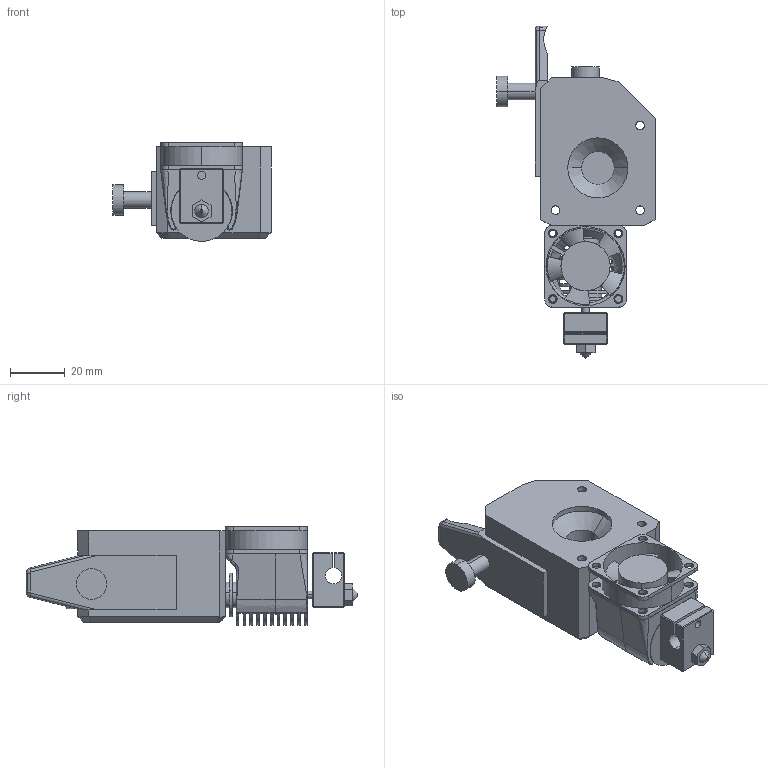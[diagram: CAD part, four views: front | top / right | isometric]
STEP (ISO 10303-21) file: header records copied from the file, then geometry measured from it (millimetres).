
FILE_DESCRIPTION (( 'STEP AP214' ), '1' );
FILE_NAME ('BMG + V6.step', '2019-11-11T12:49:21', ( '' ), ( '' ), 'SwSTEP 2.0', 'SolidWorks 2019', '' );
FILE_SCHEMA (( 'AUTOMOTIVE_DESIGN' ));
Length unit declared in the file: millimetre
Products named in the file (12): fan sub1; e3d heat break; BMG + V6; e3d heatsink; fan sub2; fan; bondtech_bmg_simplified; fanduct; e3d heaterblock; fan duct; e3d v6; e3d nozzle (0.4)
Assembly tree (11 placements, depth 5):
  BMG + V6
    bondtech_bmg_simplified
    e3d v6
      e3d nozzle (0.4)
      e3d heaterblock
      e3d heat break
      e3d heatsink
      fanduct
        fan duct
        fan
          fan sub1
          fan sub2
Bounding box: 58 x 121.6 x 36.14 mm (x, y, z)
Volume: 87093.3 mm3; surface area: 35948.3 mm2
Topology: 8 solids, 8 shells, 472 faces, 1119 edges, 701 vertices
Faces by surface type: cylinder 201, plane 176, cone 46, bspline 35, sphere 8, torus 6
Entity records: 16656 total; most frequent: CARTESIAN_POINT 5416, DIRECTION 2265, ORIENTED_EDGE 2222, EDGE_CURVE 1111, AXIS2_PLACEMENT_3D 878, VERTEX_POINT 701, EDGE_LOOP 566, VECTOR 509
